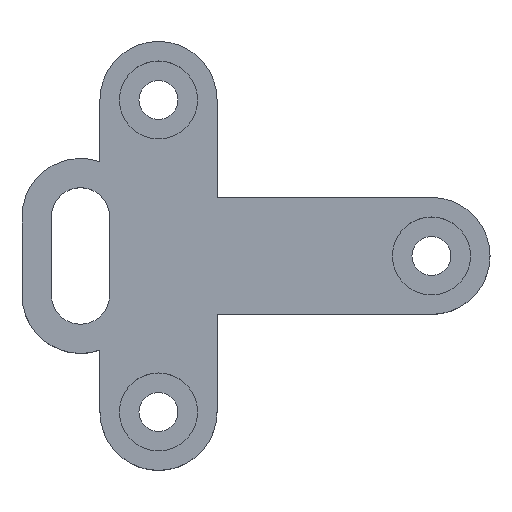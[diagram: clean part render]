
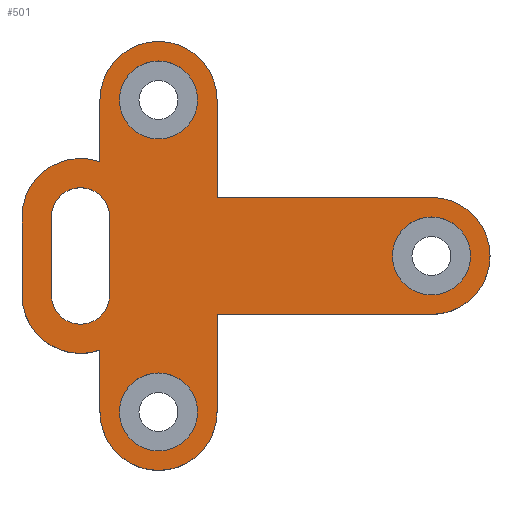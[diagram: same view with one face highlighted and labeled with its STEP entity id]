
A CAD part, top view. The second image highlights one B-rep face of the part: STEP entity #501.
In plain terms, the highlighted planar face has unit normal (0, 0, 1).
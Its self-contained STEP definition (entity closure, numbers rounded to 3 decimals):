
#17=FACE_BOUND('',#95,.T.);
#18=FACE_BOUND('',#96,.T.);
#19=FACE_BOUND('',#97,.T.);
#20=FACE_BOUND('',#98,.T.);
#37=PLANE('',#568);
#64=FACE_OUTER_BOUND('',#94,.T.);
#94=EDGE_LOOP('',(#414,#415,#416,#417,#418,#419,#420,#421,#422,#423,#424,
#425));
#95=EDGE_LOOP('',(#426));
#96=EDGE_LOOP('',(#427));
#97=EDGE_LOOP('',(#428));
#98=EDGE_LOOP('',(#429,#430,#431,#432));
#109=LINE('',#753,#149);
#113=LINE('',#765,#153);
#121=LINE('',#795,#161);
#125=LINE('',#807,#165);
#129=LINE('',#819,#169);
#133=LINE('',#831,#173);
#136=LINE('',#837,#176);
#140=LINE('',#849,#180);
#143=LINE('',#853,#183);
#149=VECTOR('',#609,10.);
#153=VECTOR('',#621,10.);
#161=VECTOR('',#655,10.);
#165=VECTOR('',#667,10.);
#169=VECTOR('',#679,10.);
#173=VECTOR('',#691,10.);
#176=VECTOR('',#696,10.);
#180=VECTOR('',#708,10.);
#183=VECTOR('',#713,10.);
#194=CIRCLE('',#535,7.5);
#196=CIRCLE('',#539,7.5);
#197=CIRCLE('',#541,10.);
#198=CIRCLE('',#543,10.);
#199=CIRCLE('',#545,10.);
#201=CIRCLE('',#548,15.);
#203=CIRCLE('',#552,15.);
#205=CIRCLE('',#556,15.);
#207=CIRCLE('',#560,15.);
#209=CIRCLE('',#565,15.);
#221=VERTEX_POINT('',#750);
#222=VERTEX_POINT('',#752);
#224=VERTEX_POINT('',#758);
#226=VERTEX_POINT('',#764);
#227=VERTEX_POINT('',#771);
#228=VERTEX_POINT('',#775);
#229=VERTEX_POINT('',#779);
#232=VERTEX_POINT('',#786);
#233=VERTEX_POINT('',#788);
#235=VERTEX_POINT('',#794);
#237=VERTEX_POINT('',#800);
#239=VERTEX_POINT('',#806);
#241=VERTEX_POINT('',#812);
#243=VERTEX_POINT('',#818);
#245=VERTEX_POINT('',#824);
#247=VERTEX_POINT('',#830);
#249=VERTEX_POINT('',#836);
#251=VERTEX_POINT('',#842);
#253=VERTEX_POINT('',#848);
#268=EDGE_CURVE('',#222,#221,#109,.T.);
#271=EDGE_CURVE('',#224,#222,#194,.T.);
#274=EDGE_CURVE('',#226,#224,#113,.T.);
#277=EDGE_CURVE('',#221,#226,#196,.T.);
#278=EDGE_CURVE('',#227,#227,#197,.T.);
#280=EDGE_CURVE('',#228,#228,#198,.T.);
#282=EDGE_CURVE('',#229,#229,#199,.T.);
#286=EDGE_CURVE('',#233,#232,#201,.T.);
#289=EDGE_CURVE('',#235,#233,#121,.T.);
#292=EDGE_CURVE('',#237,#235,#203,.T.);
#295=EDGE_CURVE('',#239,#237,#125,.T.);
#298=EDGE_CURVE('',#241,#239,#205,.T.);
#301=EDGE_CURVE('',#243,#241,#129,.T.);
#304=EDGE_CURVE('',#245,#243,#207,.T.);
#307=EDGE_CURVE('',#247,#245,#133,.T.);
#310=EDGE_CURVE('',#249,#247,#136,.T.);
#313=EDGE_CURVE('',#251,#249,#209,.T.);
#316=EDGE_CURVE('',#253,#251,#140,.T.);
#319=EDGE_CURVE('',#232,#253,#143,.T.);
#414=ORIENTED_EDGE('',*,*,#319,.T.);
#415=ORIENTED_EDGE('',*,*,#316,.T.);
#416=ORIENTED_EDGE('',*,*,#313,.T.);
#417=ORIENTED_EDGE('',*,*,#310,.T.);
#418=ORIENTED_EDGE('',*,*,#307,.T.);
#419=ORIENTED_EDGE('',*,*,#304,.T.);
#420=ORIENTED_EDGE('',*,*,#301,.T.);
#421=ORIENTED_EDGE('',*,*,#298,.T.);
#422=ORIENTED_EDGE('',*,*,#295,.T.);
#423=ORIENTED_EDGE('',*,*,#292,.T.);
#424=ORIENTED_EDGE('',*,*,#289,.T.);
#425=ORIENTED_EDGE('',*,*,#286,.T.);
#426=ORIENTED_EDGE('',*,*,#282,.T.);
#427=ORIENTED_EDGE('',*,*,#280,.T.);
#428=ORIENTED_EDGE('',*,*,#278,.T.);
#429=ORIENTED_EDGE('',*,*,#277,.T.);
#430=ORIENTED_EDGE('',*,*,#274,.T.);
#431=ORIENTED_EDGE('',*,*,#271,.T.);
#432=ORIENTED_EDGE('',*,*,#268,.T.);
#501=ADVANCED_FACE('',(#64,#17,#18,#19,#20),#37,.T.);
#535=AXIS2_PLACEMENT_3D('',#759,#615,#616);
#539=AXIS2_PLACEMENT_3D('',#769,#627,#628);
#541=AXIS2_PLACEMENT_3D('',#772,#631,#632);
#543=AXIS2_PLACEMENT_3D('',#776,#636,#637);
#545=AXIS2_PLACEMENT_3D('',#780,#641,#642);
#548=AXIS2_PLACEMENT_3D('',#789,#649,#650);
#552=AXIS2_PLACEMENT_3D('',#801,#661,#662);
#556=AXIS2_PLACEMENT_3D('',#813,#673,#674);
#560=AXIS2_PLACEMENT_3D('',#825,#685,#686);
#565=AXIS2_PLACEMENT_3D('',#843,#702,#703);
#568=AXIS2_PLACEMENT_3D('',#854,#714,#715);
#609=DIRECTION('',(0.,1.,0.));
#615=DIRECTION('center_axis',(0.,0.,-1.));
#616=DIRECTION('ref_axis',(-1.,0.,0.));
#621=DIRECTION('',(0.,-1.,0.));
#627=DIRECTION('center_axis',(0.,0.,-1.));
#628=DIRECTION('ref_axis',(1.,0.,0.));
#631=DIRECTION('center_axis',(0.,0.,-1.));
#632=DIRECTION('ref_axis',(1.,0.,0.));
#636=DIRECTION('center_axis',(0.,0.,-1.));
#637=DIRECTION('ref_axis',(1.,0.,0.));
#641=DIRECTION('center_axis',(0.,0.,-1.));
#642=DIRECTION('ref_axis',(1.,0.,0.));
#649=DIRECTION('center_axis',(0.,0.,1.));
#650=DIRECTION('ref_axis',(-1.,0.,0.));
#655=DIRECTION('',(0.,-1.,0.));
#661=DIRECTION('center_axis',(0.,0.,1.));
#662=DIRECTION('ref_axis',(-1.,0.,0.));
#667=DIRECTION('',(0.,-1.,0.));
#673=DIRECTION('center_axis',(0.,0.,1.));
#674=DIRECTION('ref_axis',(0.333,0.943,0.));
#679=DIRECTION('',(0.,-1.,0.));
#685=DIRECTION('center_axis',(0.,0.,1.));
#686=DIRECTION('ref_axis',(1.,0.,0.));
#691=DIRECTION('',(0.,1.,0.));
#696=DIRECTION('',(-1.,0.,0.));
#702=DIRECTION('center_axis',(0.,0.,1.));
#703=DIRECTION('ref_axis',(0.,-1.,0.));
#708=DIRECTION('',(1.,0.,0.));
#713=DIRECTION('',(0.,1.,0.));
#714=DIRECTION('center_axis',(0.,0.,1.));
#715=DIRECTION('ref_axis',(1.,0.,0.));
#750=CARTESIAN_POINT('',(-42.5,25.,20.));
#752=CARTESIAN_POINT('',(-42.5,5.,20.));
#753=CARTESIAN_POINT('',(-42.5,25.,20.));
#758=CARTESIAN_POINT('',(-27.5,5.,20.));
#759=CARTESIAN_POINT('Origin',(-35.,5.,20.));
#764=CARTESIAN_POINT('',(-27.5,25.,20.));
#765=CARTESIAN_POINT('',(-27.5,5.,20.));
#769=CARTESIAN_POINT('Origin',(-35.,25.,20.));
#771=CARTESIAN_POINT('',(-25.,-25.,20.));
#772=CARTESIAN_POINT('Origin',(-15.,-25.,20.));
#775=CARTESIAN_POINT('',(-25.,55.,20.));
#776=CARTESIAN_POINT('Origin',(-15.,55.,20.));
#779=CARTESIAN_POINT('',(45.,15.,20.));
#780=CARTESIAN_POINT('Origin',(55.,15.,20.));
#786=CARTESIAN_POINT('',(0.,-25.,20.));
#788=CARTESIAN_POINT('',(-30.,-25.,20.));
#789=CARTESIAN_POINT('Origin',(-15.,-25.,20.));
#794=CARTESIAN_POINT('',(-30.,-9.142,20.));
#795=CARTESIAN_POINT('',(-30.,-25.,20.));
#800=CARTESIAN_POINT('',(-50.,5.,20.));
#801=CARTESIAN_POINT('Origin',(-35.,5.,20.));
#806=CARTESIAN_POINT('',(-50.,25.,20.));
#807=CARTESIAN_POINT('',(-50.,25.,20.));
#812=CARTESIAN_POINT('',(-30.,39.142,20.));
#813=CARTESIAN_POINT('Origin',(-35.,25.,20.));
#818=CARTESIAN_POINT('',(-30.,55.,20.));
#819=CARTESIAN_POINT('',(-30.,55.,20.));
#824=CARTESIAN_POINT('',(0.,55.,20.));
#825=CARTESIAN_POINT('Origin',(-15.,55.,20.));
#830=CARTESIAN_POINT('',(0.,30.,20.));
#831=CARTESIAN_POINT('',(0.,30.,20.));
#836=CARTESIAN_POINT('',(55.,30.,20.));
#837=CARTESIAN_POINT('',(55.,30.,20.));
#842=CARTESIAN_POINT('',(55.,0.,20.));
#843=CARTESIAN_POINT('Origin',(55.,15.,20.));
#848=CARTESIAN_POINT('',(0.,0.,20.));
#849=CARTESIAN_POINT('',(0.,0.,20.));
#853=CARTESIAN_POINT('',(0.,-25.,20.));
#854=CARTESIAN_POINT('Origin',(10.,15.,20.));
